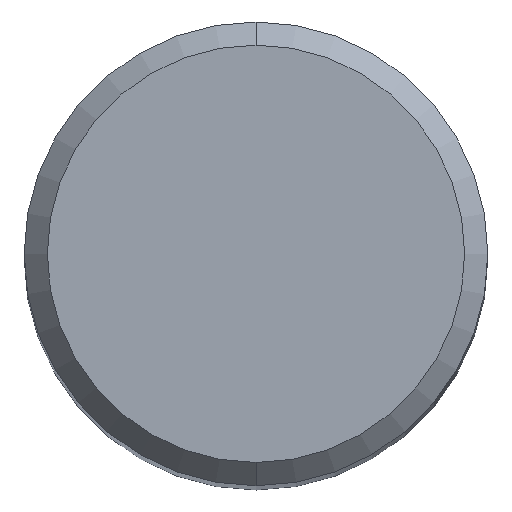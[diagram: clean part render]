
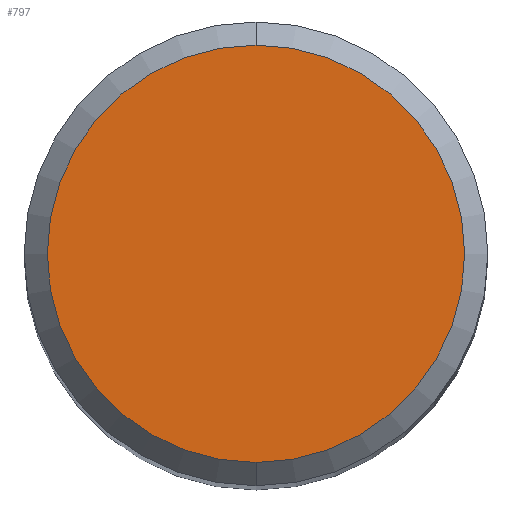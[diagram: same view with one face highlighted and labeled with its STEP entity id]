
A CAD part, top view. The second image highlights one B-rep face of the part: STEP entity #797.
In plain terms, the highlighted planar face has unit normal (0, 0, 1).
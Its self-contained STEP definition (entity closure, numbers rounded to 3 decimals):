
#339=VERTEX_POINT('',#914);
#421=EDGE_CURVE('',#339,#525,#1001,.T.);
#525=VERTEX_POINT('',#1118);
#797=ADVANCED_FACE('',(#1415),#1416,.T.);
#841=EDGE_CURVE('',#525,#339,#1461,.T.);
#914=CARTESIAN_POINT('',(0.,-4.5,0.0));
#1001=CIRCLE('',#1786,4.5);
#1118=CARTESIAN_POINT('',(0.0,4.5,0.0));
#1415=FACE_OUTER_BOUND('',#5691,.T.);
#1416=PLANE('',#5692);
#1461=CIRCLE('',#5877,4.5);
#1786=AXIS2_PLACEMENT_3D('',#6013,#6014,#6015);
#5691=EDGE_LOOP('',(#6477,#6478));
#5692=AXIS2_PLACEMENT_3D('',#6479,#6480,#6481);
#5877=AXIS2_PLACEMENT_3D('',#6505,#6506,#6507);
#6013=CARTESIAN_POINT('',(0.0,0.0,0.0));
#6014=DIRECTION('',(0.0,0.0,-1.0));
#6015=DIRECTION('',(0.0,1.0,0.0));
#6477=ORIENTED_EDGE('',*,*,#841,.F.);
#6478=ORIENTED_EDGE('',*,*,#421,.F.);
#6479=CARTESIAN_POINT('',(0.0,2.25,0.0));
#6480=DIRECTION('',(-0.0,0.0,1.0));
#6481=DIRECTION('',(0.0,-1.0,0.0));
#6505=CARTESIAN_POINT('',(0.0,0.0,0.0));
#6506=DIRECTION('',(0.0,0.0,-1.0));
#6507=DIRECTION('',(0.0,1.0,0.0));
